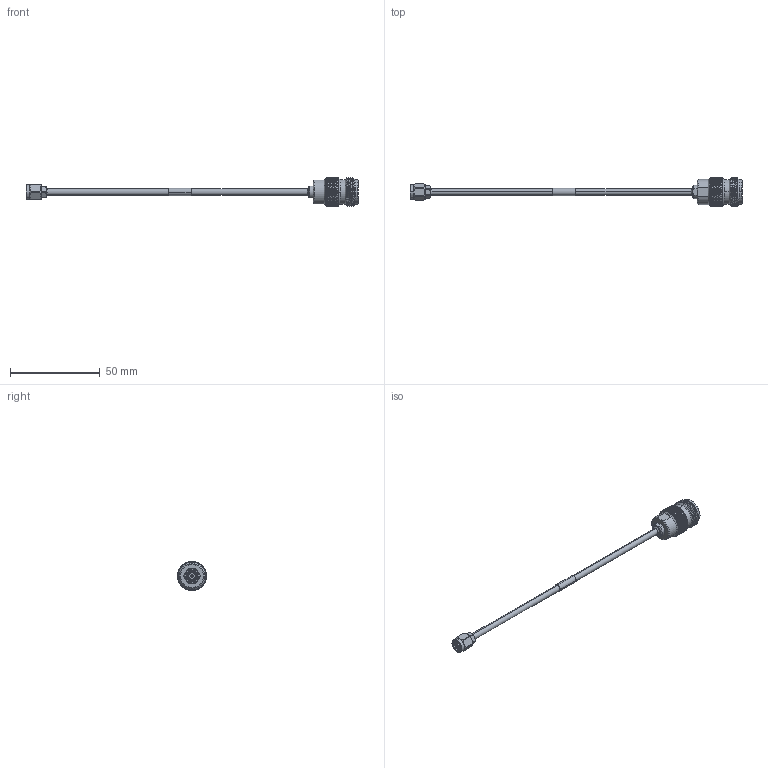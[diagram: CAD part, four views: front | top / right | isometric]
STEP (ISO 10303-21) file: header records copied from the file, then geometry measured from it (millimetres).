
FILE_DESCRIPTION (( 'STEP AP214' ), '1' );
FILE_NAME ('LCCA30409.step', '2020-05-01T17:40:41', ( '' ), ( '' ), 'SwSTEP 2.0', 'SolidWorks 2018', '' );
FILE_SCHEMA (( 'AUTOMOTIVE_DESIGN' ));
Length unit declared in the file: inch
Products named in the file (7): LCCN3043; solder plug left^LCCA30409; LCCA30409; LC141TB (141 FORMABLE); 1AW01-003_.152 ID; LCCN3055; solder plug right^LCCA30409
Assembly tree (6 placements, depth 2):
  LCCA30409
    LC141TB (141 FORMABLE)
    LCCN3043
    solder plug left^LCCA30409
    1AW01-003_.152 ID
    LCCN3055
    solder plug right^LCCA30409
Bounding box: 184.78 x 16 x 16 mm (x, y, z)
Volume: 5704.8 mm3; surface area: 4887.7 mm2
Topology: 6 solids, 6 shells, 2445 faces, 5205 edges, 2787 vertices
Faces by surface type: bspline 1806, cylinder 527, plane 55, cone 49, torus 4, sphere 4
Entity records: 94596 total; most frequent: CARTESIAN_POINT 61411, ORIENTED_EDGE 10410, EDGE_CURVE 5205, VERTEX_POINT 2787, EDGE_LOOP 2466, ADVANCED_FACE 2445, FACE_OUTER_BOUND 2445, B_SPLINE_CURVE_WITH_KNOTS 2184
